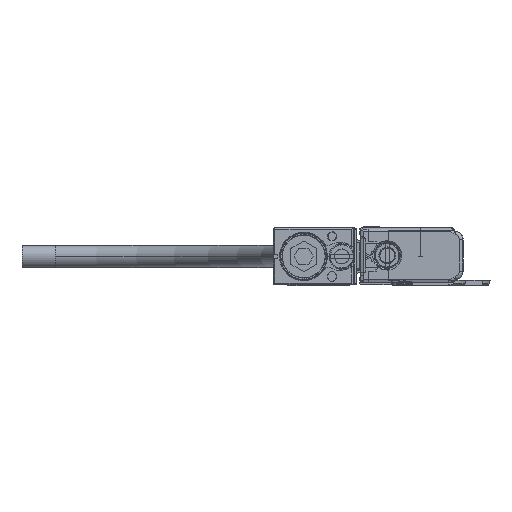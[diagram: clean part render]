
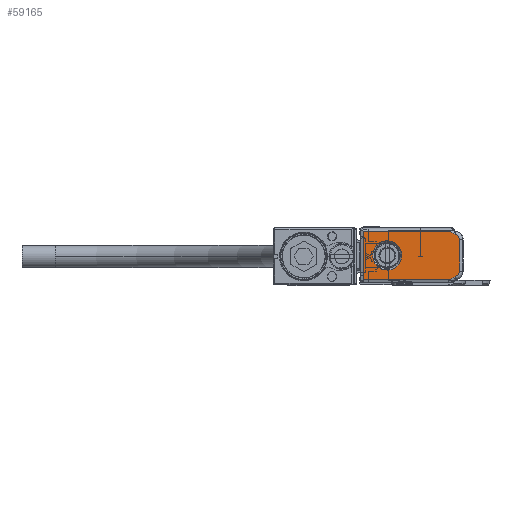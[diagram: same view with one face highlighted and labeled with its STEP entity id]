
A CAD part, left-side view. The second image highlights one B-rep face of the part: STEP entity #59165.
In plain terms, the highlighted planar face has unit normal (-1, 0, 0).
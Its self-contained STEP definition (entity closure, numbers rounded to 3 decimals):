
#59073=AXIS2_PLACEMENT_3D('Plane Axis2P3D',#59070,#59071,#59072) ;
#59097=AXIS2_PLACEMENT_3D('Circle Axis2P3D',#59095,#59096,$) ;
#59111=AXIS2_PLACEMENT_3D('Circle Axis2P3D',#59109,#59110,$) ;
#59141=AXIS2_PLACEMENT_3D('Circle Axis2P3D',#59139,#59140,$) ;
#59150=AXIS2_PLACEMENT_3D('Circle Axis2P3D',#59148,#59149,$) ;
#59157=AXIS2_PLACEMENT_3D('Circle Axis2P3D',#59155,#59156,$) ;
#56444=CARTESIAN_POINT('Vertex',(-906.,30.2,0.2)) ;
#56453=CARTESIAN_POINT('Vertex',(-906.,3.814,0.2)) ;
#56456=CARTESIAN_POINT('Line Origine',(-906.,15.7,0.2)) ;
#56635=CARTESIAN_POINT('Vertex',(-906.,30.2,14.8)) ;
#56638=CARTESIAN_POINT('Line Origine',(-906.,30.2,7.5)) ;
#56733=CARTESIAN_POINT('Vertex',(-906.,3.814,14.8)) ;
#56736=CARTESIAN_POINT('Line Origine',(-906.,15.7,14.8)) ;
#56797=CARTESIAN_POINT('Line Origine',(-906.,1.067,12.053)) ;
#56801=CARTESIAN_POINT('Vertex',(-906.,3.119,14.104)) ;
#59070=CARTESIAN_POINT('Axis2P3D Location',(-906.,0.2,7.5)) ;
#59075=CARTESIAN_POINT('Line Origine',(-906.,3.466,0.548)) ;
#59079=CARTESIAN_POINT('Vertex',(-906.,3.119,0.896)) ;
#59083=CARTESIAN_POINT('Control Point',(-906.,3.119,0.896)) ;
#59084=CARTESIAN_POINT('Control Point',(-906.,3.044,0.97)) ;
#59085=CARTESIAN_POINT('Control Point',(-906.,2.961,1.035)) ;
#59086=CARTESIAN_POINT('Control Point',(-906.,2.87,1.089)) ;
#59087=CARTESIAN_POINT('Control Point',(-906.,2.748,1.142)) ;
#59088=CARTESIAN_POINT('Control Point',(-906.,2.621,1.175)) ;
#59089=CARTESIAN_POINT('Control Point',(-906.,2.596,1.18)) ;
#59090=CARTESIAN_POINT('Control Point',(-906.,2.57,1.185)) ;
#59091=CARTESIAN_POINT('Control Point',(-906.,2.544,1.19)) ;
#59092=CARTESIAN_POINT('Vertex',(-906.,2.544,1.19)) ;
#59095=CARTESIAN_POINT('Axis2P3D Location',(-906.,2.8,2.769)) ;
#59099=CARTESIAN_POINT('Vertex',(-906.,1.2,2.769)) ;
#59102=CARTESIAN_POINT('Line Origine',(-906.,1.2,7.5)) ;
#59106=CARTESIAN_POINT('Vertex',(-906.,1.2,12.231)) ;
#59109=CARTESIAN_POINT('Axis2P3D Location',(-906.,2.8,12.231)) ;
#59113=CARTESIAN_POINT('Vertex',(-906.,2.544,13.81)) ;
#59117=CARTESIAN_POINT('Control Point',(-906.,2.544,13.81)) ;
#59118=CARTESIAN_POINT('Control Point',(-906.,2.648,13.827)) ;
#59119=CARTESIAN_POINT('Control Point',(-906.,2.749,13.857)) ;
#59120=CARTESIAN_POINT('Control Point',(-906.,2.846,13.899)) ;
#59121=CARTESIAN_POINT('Control Point',(-906.,2.96,13.967)) ;
#59122=CARTESIAN_POINT('Control Point',(-906.,3.061,14.05)) ;
#59123=CARTESIAN_POINT('Control Point',(-906.,3.081,14.068)) ;
#59124=CARTESIAN_POINT('Control Point',(-906.,3.1,14.086)) ;
#59125=CARTESIAN_POINT('Control Point',(-906.,3.119,14.104)) ;
#59139=CARTESIAN_POINT('Axis2P3D Location',(-906.,23.,7.5)) ;
#59143=CARTESIAN_POINT('Vertex',(-906.,23.,11.9)) ;
#59145=CARTESIAN_POINT('Vertex',(-906.,23.,3.1)) ;
#59148=CARTESIAN_POINT('Axis2P3D Location',(-906.,23.,7.5)) ;
#59152=CARTESIAN_POINT('Vertex',(-906.,24.895,11.471)) ;
#59155=CARTESIAN_POINT('Axis2P3D Location',(-906.,23.,7.5)) ;
#56457=DIRECTION('Vector Direction',(0.,-1.,0.)) ;
#56639=DIRECTION('Vector Direction',(0.,0.,-1.)) ;
#56737=DIRECTION('Vector Direction',(0.,1.,0.)) ;
#56798=DIRECTION('Vector Direction',(0.,0.707,0.707)) ;
#59071=DIRECTION('Axis2P3D Direction',(1.,0.,0.)) ;
#59072=DIRECTION('Axis2P3D XDirection',(0.,0.,1.)) ;
#59076=DIRECTION('Vector Direction',(0.,-0.707,0.707)) ;
#59096=DIRECTION('Axis2P3D Direction',(1.,0.,0.)) ;
#59103=DIRECTION('Vector Direction',(0.,0.,1.)) ;
#59110=DIRECTION('Axis2P3D Direction',(1.,0.,0.)) ;
#59140=DIRECTION('Axis2P3D Direction',(1.,0.,0.)) ;
#59149=DIRECTION('Axis2P3D Direction',(1.,0.,0.)) ;
#59156=DIRECTION('Axis2P3D Direction',(1.,0.,0.)) ;
#56458=VECTOR('Line Direction',#56457,1.) ;
#56640=VECTOR('Line Direction',#56639,1.) ;
#56738=VECTOR('Line Direction',#56737,1.) ;
#56799=VECTOR('Line Direction',#56798,1.) ;
#59077=VECTOR('Line Direction',#59076,1.) ;
#59104=VECTOR('Line Direction',#59103,1.) ;
#59128=ORIENTED_EDGE('',*,*,#56740,.F.) ;
#59129=ORIENTED_EDGE('',*,*,#56642,.F.) ;
#59130=ORIENTED_EDGE('',*,*,#56460,.F.) ;
#59131=ORIENTED_EDGE('',*,*,#59081,.F.) ;
#59132=ORIENTED_EDGE('',*,*,#59094,.F.) ;
#59133=ORIENTED_EDGE('',*,*,#59101,.F.) ;
#59134=ORIENTED_EDGE('',*,*,#59108,.F.) ;
#59135=ORIENTED_EDGE('',*,*,#59115,.F.) ;
#59136=ORIENTED_EDGE('',*,*,#59126,.F.) ;
#59137=ORIENTED_EDGE('',*,*,#56803,.F.) ;
#59161=ORIENTED_EDGE('',*,*,#59147,.T.) ;
#59162=ORIENTED_EDGE('',*,*,#59154,.T.) ;
#59163=ORIENTED_EDGE('',*,*,#59159,.T.) ;
#59164=FACE_BOUND('',#59160,.T.) ;
#59165=ADVANCED_FACE('Brep With Voids',(#59138,#59164),#59074,.F.) ;
#59082=B_SPLINE_CURVE_WITH_KNOTS('',5,(#59083,#59084,#59085,#59086,#59087,#59088,#59089,#59090,#59091),.UNSPECIFIED.,.F.,.U.,(6,3,6),(0.,0.743,0.929),.UNSPECIFIED.) ;
#59116=B_SPLINE_CURVE_WITH_KNOTS('',5,(#59117,#59118,#59119,#59120,#59121,#59122,#59123,#59124,#59125),.UNSPECIFIED.,.F.,.U.,(6,3,6),(0.,0.743,0.929),.UNSPECIFIED.) ;
#59098=CIRCLE('generated circle',#59097,1.6) ;
#59112=CIRCLE('generated circle',#59111,1.6) ;
#59142=CIRCLE('generated circle',#59141,4.4) ;
#59151=CIRCLE('generated circle',#59150,4.4) ;
#59158=CIRCLE('generated circle',#59157,4.4) ;
#56460=EDGE_CURVE('',#56454,#56445,#56459,.F.) ;
#56642=EDGE_CURVE('',#56445,#56636,#56641,.F.) ;
#56740=EDGE_CURVE('',#56636,#56734,#56739,.F.) ;
#56803=EDGE_CURVE('',#56734,#56802,#56800,.F.) ;
#59081=EDGE_CURVE('',#59080,#56454,#59078,.F.) ;
#59094=EDGE_CURVE('',#59093,#59080,#59082,.F.) ;
#59101=EDGE_CURVE('',#59100,#59093,#59098,.T.) ;
#59108=EDGE_CURVE('',#59107,#59100,#59105,.F.) ;
#59115=EDGE_CURVE('',#59114,#59107,#59112,.T.) ;
#59126=EDGE_CURVE('',#56802,#59114,#59116,.F.) ;
#59147=EDGE_CURVE('',#59144,#59146,#59142,.T.) ;
#59154=EDGE_CURVE('',#59146,#59153,#59151,.T.) ;
#59159=EDGE_CURVE('',#59153,#59144,#59158,.T.) ;
#59127=EDGE_LOOP('',(#59128,#59129,#59130,#59131,#59132,#59133,#59134,#59135,#59136,#59137)) ;
#59160=EDGE_LOOP('',(#59161,#59162,#59163)) ;
#59138=FACE_OUTER_BOUND('',#59127,.T.) ;
#56459=LINE('Line',#56456,#56458) ;
#56641=LINE('Line',#56638,#56640) ;
#56739=LINE('Line',#56736,#56738) ;
#56800=LINE('Line',#56797,#56799) ;
#59078=LINE('Line',#59075,#59077) ;
#59105=LINE('Line',#59102,#59104) ;
#59074=PLANE('Plane',#59073) ;
#56445=VERTEX_POINT('',#56444) ;
#56454=VERTEX_POINT('',#56453) ;
#56636=VERTEX_POINT('',#56635) ;
#56734=VERTEX_POINT('',#56733) ;
#56802=VERTEX_POINT('',#56801) ;
#59080=VERTEX_POINT('',#59079) ;
#59093=VERTEX_POINT('',#59092) ;
#59100=VERTEX_POINT('',#59099) ;
#59107=VERTEX_POINT('',#59106) ;
#59114=VERTEX_POINT('',#59113) ;
#59144=VERTEX_POINT('',#59143) ;
#59146=VERTEX_POINT('',#59145) ;
#59153=VERTEX_POINT('',#59152) ;
